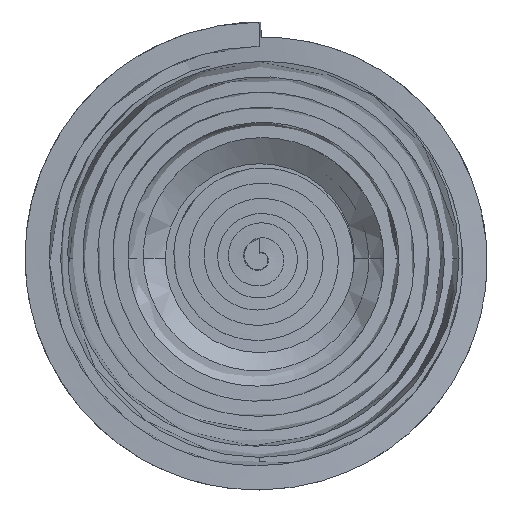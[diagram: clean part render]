
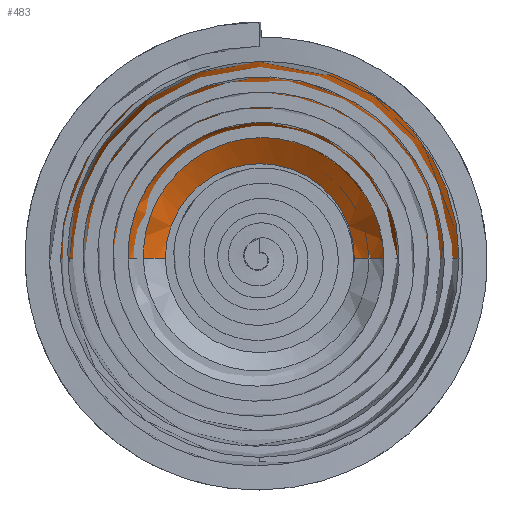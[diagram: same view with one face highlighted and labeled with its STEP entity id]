
A CAD part, front view. The second image highlights one B-rep face of the part: STEP entity #483.
In plain terms, the highlighted free-form (B-spline) face has degree [3, 3] with [4, 4] control points.
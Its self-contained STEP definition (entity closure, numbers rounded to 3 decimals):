
#73 = CARTESIAN_POINT ( 'NONE',  ( -32.412, 22.421, 0. ) ) ;
#91 = CARTESIAN_POINT ( 'NONE',  ( -15.524, 66.916, 0. ) ) ;
#483 = ADVANCED_FACE ( 'NONE', ( #2879 ), #3965, .F. ) ;
#519 = DIRECTION ( 'NONE',  ( 0., -1., 0. ) ) ;
#599 = CARTESIAN_POINT ( 'NONE',  ( 32.74, 5.613, 0. ) ) ;
#731 = AXIS2_PLACEMENT_3D ( 'NONE', #3524, #789, #7144 ) ;
#750 = VERTEX_POINT ( 'NONE', #6350 ) ;
#789 = DIRECTION ( 'NONE',  ( 0., -1., 0. ) ) ;
#802 = CARTESIAN_POINT ( 'NONE',  ( 30.001, 62.428, 0. ) ) ;
#832 = CARTESIAN_POINT ( 'NONE',  ( 15.524, 66.916, 0. ) ) ;
#880 = ORIENTED_EDGE ( 'NONE', *, *, #7270, .F. ) ;
#984 = EDGE_CURVE ( 'NONE', #2055, #7142, #4970, .T. ) ;
#1288 = CARTESIAN_POINT ( 'NONE',  ( 0., 66.916, 0. ) ) ;
#1326 = CARTESIAN_POINT ( 'NONE',  ( -15.524, 66.916, 0. ) ) ;
#1374 = CARTESIAN_POINT ( 'NONE',  ( -30.001, 62.428, 0. ) ) ;
#1412 = CARTESIAN_POINT ( 'NONE',  ( 0., 66.916, 15.524 ) ) ;
#1431 = DIRECTION ( 'NONE',  ( 0., 0., -1. ) ) ;
#1437 = EDGE_CURVE ( 'NONE', #4296, #2055, #5941, .T. ) ;
#1461 = CARTESIAN_POINT ( 'NONE',  ( -32.74, 5.613, 0. ) ) ;
#1505 = CARTESIAN_POINT ( 'NONE',  ( 15.524, 66.916, 31.048 ) ) ;
#1577 = CARTESIAN_POINT ( 'NONE',  ( -32.412, 22.421, 0. ) ) ;
#1701 = DIRECTION ( 'NONE',  ( 0., 0., -1. ) ) ;
#1733 = DIRECTION ( 'NONE',  ( 0., -1., 0. ) ) ;
#1992 = VERTEX_POINT ( 'NONE', #1326 ) ;
#2055 = VERTEX_POINT ( 'NONE', #4246 ) ;
#2083 = CARTESIAN_POINT ( 'NONE',  ( 15.524, 66.916, 0. ) ) ;
#2234 = CARTESIAN_POINT ( 'NONE',  ( -32.74, 5.613, 65.479 ) ) ;
#2283 = CARTESIAN_POINT ( 'NONE',  ( -15.524, 66.916, 31.048 ) ) ;
#2324 = CARTESIAN_POINT ( 'NONE',  ( 32.412, 22.421, 0. ) ) ;
#2617 = CARTESIAN_POINT ( 'NONE',  ( -32.74, 5.613, 0. ) ) ;
#2739 = AXIS2_PLACEMENT_3D ( 'NONE', #1288, #519, #3412 ) ;
#2879 = FACE_OUTER_BOUND ( 'NONE', #5559, .T. ) ;
#3114 = EDGE_CURVE ( 'NONE', #4296, #750, #4648, .T. ) ;
#3292 = VERTEX_POINT ( 'NONE', #1412 ) ;
#3412 = DIRECTION ( 'NONE',  ( 0., 0., -1. ) ) ;
#3498 = AXIS2_PLACEMENT_3D ( 'NONE', #5903, #1733, #1701 ) ;
#3524 = CARTESIAN_POINT ( 'NONE',  ( 0., 5.613, 0. ) ) ;
#3705 = CARTESIAN_POINT ( 'NONE',  ( 30.001, 62.428, 60.003 ) ) ;
#3965 =( BOUNDED_SURFACE ( )  B_SPLINE_SURFACE ( 3, 3, ( 
 ( #5721, #6438, #2234, #4356 ),
 ( #2324, #5058, #8568, #1577 ),
 ( #7893, #3705, #8600, #1374 ),
 ( #2083, #1505, #2283, #91 ) ),
 .UNSPECIFIED., .F., .F., .F. ) 
 B_SPLINE_SURFACE_WITH_KNOTS ( ( 4, 4 ),
 ( 4, 4 ),
 ( 0., 1. ),
 ( 0., 1. ),
 .UNSPECIFIED. ) 
 GEOMETRIC_REPRESENTATION_ITEM ( )  RATIONAL_B_SPLINE_SURFACE ( (
 ( 1., 0.333, 0.333, 1.),
 ( 1., 0.333, 0.333, 1.),
 ( 1., 0.333, 0.333, 1.),
 ( 1., 0.333, 0.333, 1.) ) ) 
 REPRESENTATION_ITEM ( '' )  SURFACE ( )  );
#4246 = CARTESIAN_POINT ( 'NONE',  ( 0., 5.613, 32.74 ) ) ;
#4296 = VERTEX_POINT ( 'NONE', #599 ) ;
#4356 = CARTESIAN_POINT ( 'NONE',  ( -32.74, 5.613, 0. ) ) ;
#4648 = B_SPLINE_CURVE_WITH_KNOTS ( 'NONE', 3,
 ( #5015, #5046, #802, #832 ),
 .UNSPECIFIED., .F., .F.,
 ( 4, 4 ),
 ( 0., 1. ),
 .UNSPECIFIED. ) ;
#4905 = CARTESIAN_POINT ( 'NONE',  ( 0., 5.613, 0. ) ) ;
#4938 = EDGE_CURVE ( 'NONE', #7142, #1992, #5313, .T. ) ;
#4970 = CIRCLE ( 'NONE', #5504, 32.74 ) ;
#5015 = CARTESIAN_POINT ( 'NONE',  ( 32.74, 5.613, 0. ) ) ;
#5046 = CARTESIAN_POINT ( 'NONE',  ( 32.412, 22.421, 0. ) ) ;
#5058 = CARTESIAN_POINT ( 'NONE',  ( 32.412, 22.421, 64.824 ) ) ;
#5313 = B_SPLINE_CURVE_WITH_KNOTS ( 'NONE', 3,
 ( #1461, #73, #6441, #5691 ),
 .UNSPECIFIED., .F., .F.,
 ( 4, 4 ),
 ( 0., 1. ),
 .UNSPECIFIED. ) ;
#5504 = AXIS2_PLACEMENT_3D ( 'NONE', #4905, #6381, #1431 ) ;
#5559 = EDGE_LOOP ( 'NONE', ( #8079, #7993, #6925, #6367, #6171, #880 ) ) ;
#5691 = CARTESIAN_POINT ( 'NONE',  ( -15.524, 66.916, 0. ) ) ;
#5721 = CARTESIAN_POINT ( 'NONE',  ( 32.74, 5.613, 0. ) ) ;
#5724 = CIRCLE ( 'NONE', #3498, 15.524 ) ;
#5903 = CARTESIAN_POINT ( 'NONE',  ( 0., 66.916, 0. ) ) ;
#5941 = CIRCLE ( 'NONE', #731, 32.74 ) ;
#6171 = ORIENTED_EDGE ( 'NONE', *, *, #8193, .F. ) ;
#6350 = CARTESIAN_POINT ( 'NONE',  ( 15.524, 66.916, 0. ) ) ;
#6367 = ORIENTED_EDGE ( 'NONE', *, *, #4938, .T. ) ;
#6381 = DIRECTION ( 'NONE',  ( 0., -1., 0. ) ) ;
#6438 = CARTESIAN_POINT ( 'NONE',  ( 32.74, 5.613, 65.479 ) ) ;
#6441 = CARTESIAN_POINT ( 'NONE',  ( -30.001, 62.428, 0. ) ) ;
#6925 = ORIENTED_EDGE ( 'NONE', *, *, #984, .T. ) ;
#7142 = VERTEX_POINT ( 'NONE', #2617 ) ;
#7144 = DIRECTION ( 'NONE',  ( 0., 0., -1. ) ) ;
#7270 = EDGE_CURVE ( 'NONE', #750, #3292, #7606, .T. ) ;
#7606 = CIRCLE ( 'NONE', #2739, 15.524 ) ;
#7893 = CARTESIAN_POINT ( 'NONE',  ( 30.001, 62.428, 0. ) ) ;
#7993 = ORIENTED_EDGE ( 'NONE', *, *, #1437, .T. ) ;
#8079 = ORIENTED_EDGE ( 'NONE', *, *, #3114, .F. ) ;
#8193 = EDGE_CURVE ( 'NONE', #3292, #1992, #5724, .T. ) ;
#8568 = CARTESIAN_POINT ( 'NONE',  ( -32.412, 22.421, 64.824 ) ) ;
#8600 = CARTESIAN_POINT ( 'NONE',  ( -30.001, 62.428, 60.003 ) ) ;
